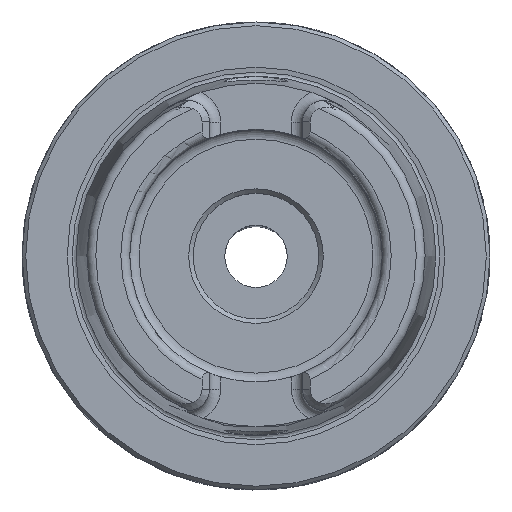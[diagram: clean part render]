
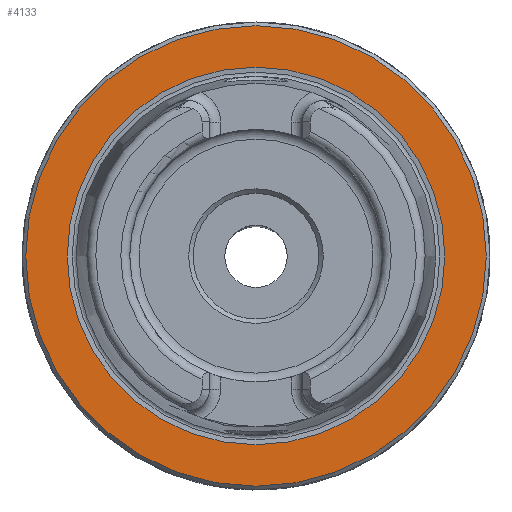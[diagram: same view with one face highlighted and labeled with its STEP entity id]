
A CAD part, top view. The second image highlights one B-rep face of the part: STEP entity #4133.
In plain terms, the highlighted planar face has unit normal (0, 0, 1).
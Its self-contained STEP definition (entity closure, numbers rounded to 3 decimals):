
#431=PLANE('',#4417);
#846=ORIENTED_EDGE('',*,*,#1425,.T.);
#847=ORIENTED_EDGE('',*,*,#1423,.F.);
#1423=EDGE_CURVE('',#1713,#1713,#1882,.T.);
#1425=EDGE_CURVE('',#1715,#1715,#1884,.T.);
#1713=VERTEX_POINT('',#6436);
#1715=VERTEX_POINT('',#6441);
#1882=CIRCLE('',#4415,25.418);
#1884=CIRCLE('',#4418,31.);
#2089=EDGE_LOOP('',(#846));
#2090=EDGE_LOOP('',(#847));
#2402=FACE_BOUND('',#2089,.T.);
#2403=FACE_BOUND('',#2090,.T.);
#4133=ADVANCED_FACE('',(#2402,#2403),#431,.T.);
#4415=AXIS2_PLACEMENT_3D('',#6435,#5046,#5047);
#4417=AXIS2_PLACEMENT_3D('',#6439,#5050,#5051);
#4418=AXIS2_PLACEMENT_3D('',#6440,#5052,#5053);
#5046=DIRECTION('',(0.,0.,1.));
#5047=DIRECTION('',(1.,0.,0.));
#5050=DIRECTION('',(0.,0.,1.));
#5051=DIRECTION('',(1.,0.,0.));
#5052=DIRECTION('',(0.,0.,1.));
#5053=DIRECTION('',(1.,0.,0.));
#6435=CARTESIAN_POINT('',(0.,0.,0.));
#6436=CARTESIAN_POINT('',(25.418,0.,0.));
#6439=CARTESIAN_POINT('',(31.,0.,0.));
#6440=CARTESIAN_POINT('',(0.,0.,0.));
#6441=CARTESIAN_POINT('',(31.,0.,0.));
